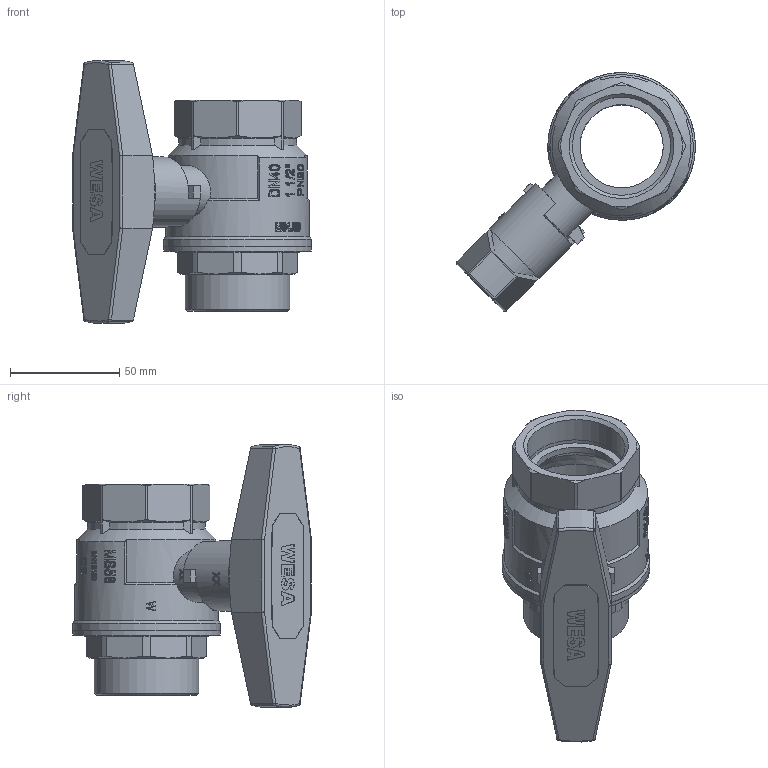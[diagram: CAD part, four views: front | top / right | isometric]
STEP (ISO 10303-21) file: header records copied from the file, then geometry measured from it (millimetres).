
FILE_DESCRIPTION(/* description */ ('Unknown'),/* implementation_level */ '2;1');
FILE_NAME(/* name */ '681-08',/* time_stamp */ '2022-03-28T09:29:11+02:00',/* author */ ('Unknown'),/* organization */ ('Unknown'),/* preprocessor_version */ 'ST-DEVELOPER v16.7',/* originating_system */ 'Solid Edge',/* authorisation */ 'Unknown');
FILE_SCHEMA (('AUTOMOTIVE_DESIGN {1 0 10303 214 3 1 1}'));
Products named in the file (11): 2.647.040; T-Griff 1 1_4-1 1_2; Schraube-m-imbus-1; T-Griff-Al-1_1_4-1_1_2-a; Abdeckkappe-3_8-1_1_2_0; 610-08; 600-07_Spindel; 600-07_Stopfbuchse; 610-08_Einschraubteil; 600-08_Körper
Assembly tree (10 placements, depth 4):
  2.647.040
    T-Griff 1 1_4-1 1_2
      Schraube-m-imbus-1
      T-Griff-Al-1_1_4-1_1_2-a
      Abdeckkappe-3_8-1_1_2_0
    610-08
      600-07_Spindel
        600-07_Spindel
        600-07_Stopfbuchse
      610-08_Einschraubteil
      600-08_Körper
Bounding box: 109.13 x 109.13 x 119.85 mm (x, y, z)
Volume: 137787.2 mm3; surface area: 75318.7 mm2
Topology: 7 solids, 7 shells, 1482 faces, 4099 edges, 2705 vertices
Faces by surface type: plane 1281, cylinder 136, cone 54, sphere 6, torus 5
Full cylindrical faces by diameter (mm): 3.4 x2, 5.4 x4, 8.5 x1, 10 x1, 14 x3, 14.1 x1, 14.5 x1, 15 x1, 16 x1, 18 x1, 18.38 x1, 18.398 x1, 20 x1, 21 x1, 24 x1, 26 x1, 32 x1, 38 x2, 44.845 x1, 44.865 x1, 47.803 x1, 48 x2, 59.5 x1, 61 x1, 61.5 x1, 65.5 x1, 67.5 x2
Entity records: 59165 total; most frequent: CARTESIAN_POINT 11265, DIRECTION 9022, ORIENTED_EDGE 8036, EDGE_CURVE 4018, AXIS2_PLACEMENT_3D 3603, VERTEX_POINT 2688, LINE 1816, VECTOR 1816
